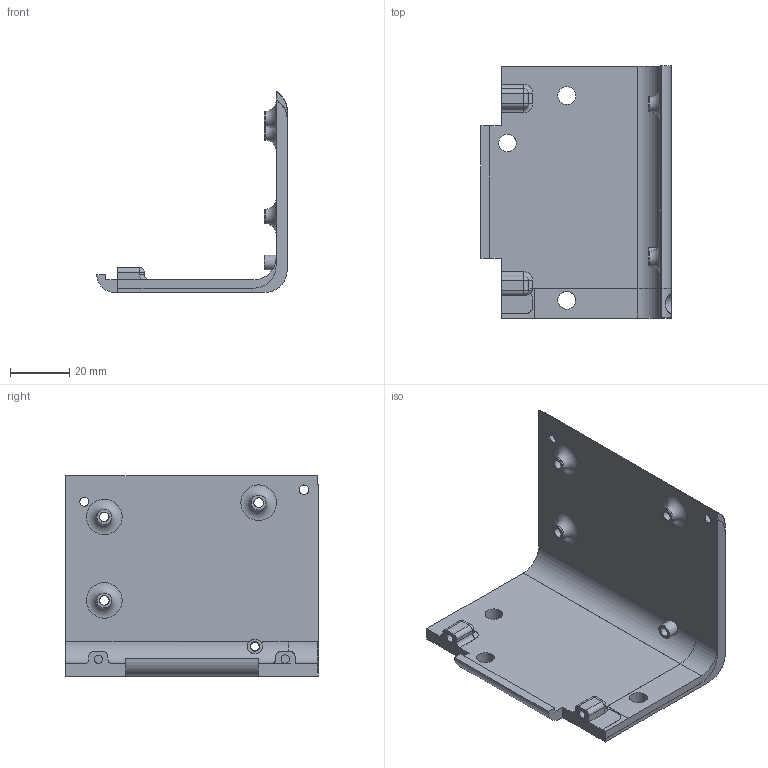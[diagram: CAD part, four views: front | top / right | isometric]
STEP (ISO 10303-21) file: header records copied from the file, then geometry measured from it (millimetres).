
FILE_DESCRIPTION(/* description */ (''),/* implementation_level */ '2;1');
FILE_NAME(/* name */ 'Elektronik Box Basis.step',/* time_stamp */ '2022-09-22T16:38:06+02:00',/* author */ (''),/* organization */ (''),/* preprocessor_version */ 'ST-DEVELOPER v19',/* originating_system */ 'Autodesk Translation Framework v11.7.0.108',/* authorisation */ '');
FILE_SCHEMA (('AUTOMOTIVE_DESIGN { 1 0 10303 214 3 1 1 }'));
Length unit declared in the file: millimetre
Products named in the file (1): Box ESPduino
Bounding box: 64.25 x 85.12 x 67.76 mm (x, y, z)
Volume: 41223.6 mm3; surface area: 23779.2 mm2
Topology: 1 solids, 1 shells, 482 faces, 1330 edges, 878 vertices
Faces by surface type: bspline 192, plane 188, cylinder 91, torus 7, sphere 4
Full cylindrical faces by diameter (mm): 2.8 x2, 2.952 x1, 3 x1, 3.2 x4, 3.239 x1, 3.263 x1, 3.441 x1, 5 x4, 6 x3, 6.3 x2, 6.7 x2, 7.1 x1
Entity records: 16563 total; most frequent: CARTESIAN_POINT 6030, ORIENTED_EDGE 2660, DIRECTION 1641, EDGE_CURVE 1330, VERTEX_POINT 878, LINE 633, VECTOR 633, EDGE_LOOP 528
